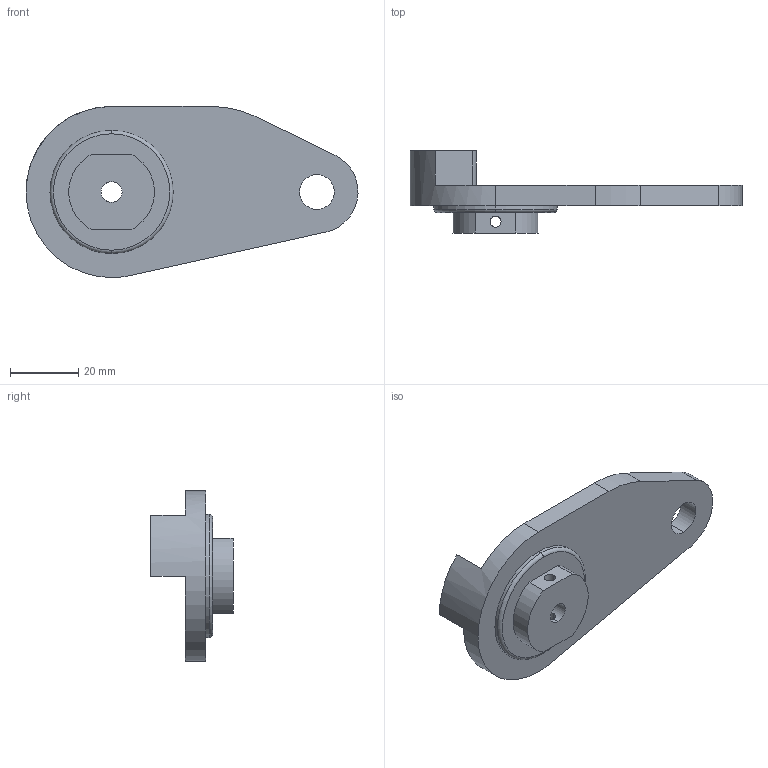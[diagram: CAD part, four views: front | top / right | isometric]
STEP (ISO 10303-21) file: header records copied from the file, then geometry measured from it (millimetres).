
FILE_DESCRIPTION (( 'STEP AP203' ), '1' );
FILE_NAME ('剞攜湮虯.STEP', '2024-10-19T12:45:58', ( '' ), ( '' ), 'SwSTEP 2.0', 'SolidWorks 2024', '' );
FILE_SCHEMA (( 'CONFIG_CONTROL_DESIGN' ));
Length unit declared in the file: millimetre
Products named in the file (1): 虚拟大腿
Bounding box: 96.99 x 24 x 50 mm (x, y, z)
Volume: 28268.3 mm3; surface area: 10460.6 mm2
Topology: 1 solids, 1 shells, 31 faces, 85 edges, 56 vertices
Faces by surface type: cylinder 17, plane 12, torus 2
Entity records: 1182 total; most frequent: CARTESIAN_POINT 279, DIRECTION 177, ORIENTED_EDGE 170, EDGE_CURVE 85, AXIS2_PLACEMENT_3D 68, VERTEX_POINT 56, VECTOR 41, LINE 41
